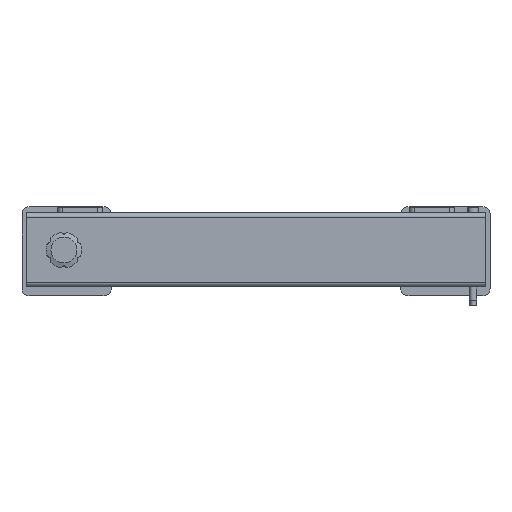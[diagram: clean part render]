
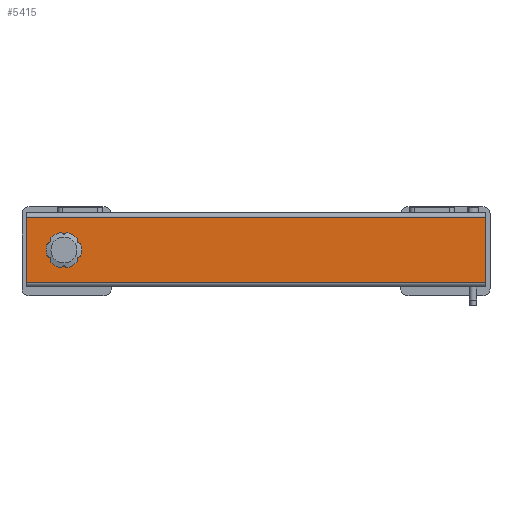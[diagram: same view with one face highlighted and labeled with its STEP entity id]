
A CAD part, top view. The second image highlights one B-rep face of the part: STEP entity #5415.
In plain terms, the highlighted planar face has unit normal (0, 0, 1).
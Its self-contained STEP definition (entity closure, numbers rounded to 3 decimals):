
#19 = FACE_BOUND ( 'NONE', #4242, .T. ) ;
#20 = DIRECTION ( 'NONE',  ( 0., 0., -1. ) ) ;
#166 = EDGE_CURVE ( 'NONE', #3330, #3751, #1815, .T. ) ;
#295 = LINE ( 'NONE', #6041, #2383 ) ;
#334 = ORIENTED_EDGE ( 'NONE', *, *, #5691, .F. ) ;
#388 = DIRECTION ( 'NONE',  ( 0., -1., 0. ) ) ;
#407 = CARTESIAN_POINT ( 'NONE',  ( -388.121, 80.897, 85. ) ) ;
#539 = EDGE_LOOP ( 'NONE', ( #3625, #334, #3701, #3907 ) ) ;
#576 = LINE ( 'NONE', #2506, #1398 ) ;
#699 = VERTEX_POINT ( 'NONE', #6100 ) ;
#706 = VERTEX_POINT ( 'NONE', #871 ) ;
#855 = DIRECTION ( 'NONE',  ( 0., -1., 0. ) ) ;
#871 = CARTESIAN_POINT ( 'NONE',  ( 126.879, 7.897, 85. ) ) ;
#911 = VECTOR ( 'NONE', #3599, 1000. ) ;
#997 = CARTESIAN_POINT ( 'NONE',  ( -388.121, 80.897, 85. ) ) ;
#1032 = PLANE ( 'NONE',  #5559 ) ;
#1212 = LINE ( 'NONE', #1678, #911 ) ;
#1284 = EDGE_CURVE ( 'NONE', #699, #706, #295, .T. ) ;
#1398 = VECTOR ( 'NONE', #3519, 1000. ) ;
#1523 = VECTOR ( 'NONE', #388, 1000. ) ;
#1678 = CARTESIAN_POINT ( 'NONE',  ( 126.879, 7.897, 85. ) ) ;
#1815 = LINE ( 'NONE', #407, #1523 ) ;
#1983 = CARTESIAN_POINT ( 'NONE',  ( 126.879, 80.897, 85. ) ) ;
#1998 = CIRCLE ( 'NONE', #4631, 5. ) ;
#2075 = EDGE_CURVE ( 'NONE', #699, #3330, #576, .T. ) ;
#2383 = VECTOR ( 'NONE', #855, 1000. ) ;
#2506 = CARTESIAN_POINT ( 'NONE',  ( 126.879, 80.897, 85. ) ) ;
#3309 = CARTESIAN_POINT ( 'NONE',  ( -388.121, 7.897, 85. ) ) ;
#3330 = VERTEX_POINT ( 'NONE', #997 ) ;
#3433 = EDGE_CURVE ( 'NONE', #5761, #5761, #1998, .T. ) ;
#3519 = DIRECTION ( 'NONE',  ( -1., 0., 0. ) ) ;
#3543 = CARTESIAN_POINT ( 'NONE',  ( -346.121, 43.897, 85. ) ) ;
#3599 = DIRECTION ( 'NONE',  ( -1., 0., 0. ) ) ;
#3625 = ORIENTED_EDGE ( 'NONE', *, *, #166, .T. ) ;
#3701 = ORIENTED_EDGE ( 'NONE', *, *, #1284, .F. ) ;
#3751 = VERTEX_POINT ( 'NONE', #3309 ) ;
#3907 = ORIENTED_EDGE ( 'NONE', *, *, #2075, .T. ) ;
#3982 = FACE_OUTER_BOUND ( 'NONE', #539, .T. ) ;
#4242 = EDGE_LOOP ( 'NONE', ( #5484 ) ) ;
#4631 = AXIS2_PLACEMENT_3D ( 'NONE', #3543, #5930, #5451 ) ;
#5415 = ADVANCED_FACE ( 'NONE', ( #19, #3982 ), #1032, .F. ) ;
#5451 = DIRECTION ( 'NONE',  ( 1., 0., 0. ) ) ;
#5484 = ORIENTED_EDGE ( 'NONE', *, *, #3433, .F. ) ;
#5559 = AXIS2_PLACEMENT_3D ( 'NONE', #1983, #20, #5820 ) ;
#5691 = EDGE_CURVE ( 'NONE', #706, #3751, #1212, .T. ) ;
#5761 = VERTEX_POINT ( 'NONE', #5999 ) ;
#5820 = DIRECTION ( 'NONE',  ( 0., 1., 0. ) ) ;
#5930 = DIRECTION ( 'NONE',  ( 0., 0., 1. ) ) ;
#5999 = CARTESIAN_POINT ( 'NONE',  ( -341.121, 43.897, 85. ) ) ;
#6041 = CARTESIAN_POINT ( 'NONE',  ( 126.879, 80.897, 85. ) ) ;
#6100 = CARTESIAN_POINT ( 'NONE',  ( 126.879, 80.897, 85. ) ) ;
